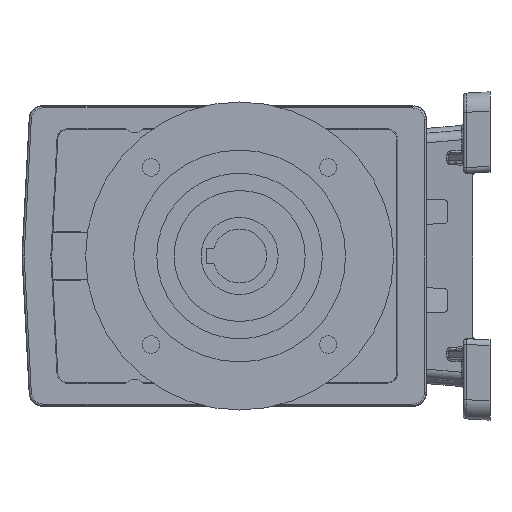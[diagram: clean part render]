
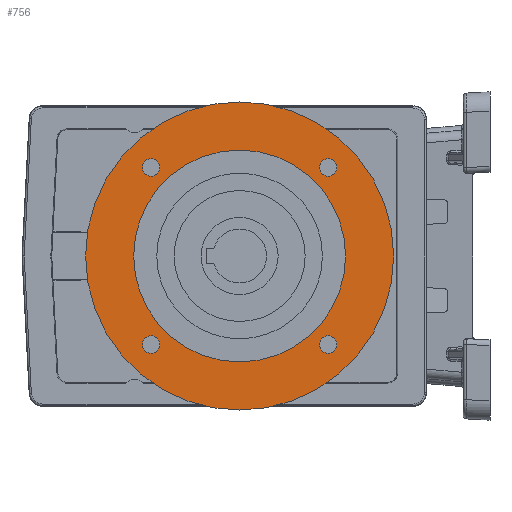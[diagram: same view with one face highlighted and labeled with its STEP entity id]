
A CAD part, left-side view. The second image highlights one B-rep face of the part: STEP entity #756.
In plain terms, the highlighted planar face has unit normal (-1, 0, 0).
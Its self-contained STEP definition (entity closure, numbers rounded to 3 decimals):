
#756 = ADVANCED_FACE( '', ( #2140, #2141, #2142, #2143, #2144, #2145 ), #2146, .F. );
#2140 = FACE_BOUND( '', #4366, .T. );
#2141 = FACE_BOUND( '', #4367, .T. );
#2142 = FACE_BOUND( '', #4368, .T. );
#2143 = FACE_BOUND( '', #4369, .T. );
#2144 = FACE_OUTER_BOUND( '', #4370, .T. );
#2145 = FACE_BOUND( '', #4371, .T. );
#2146 = PLANE( '', #4372 );
#4366 = EDGE_LOOP( '', ( #11748 ) );
#4367 = EDGE_LOOP( '', ( #11749 ) );
#4368 = EDGE_LOOP( '', ( #11750 ) );
#4369 = EDGE_LOOP( '', ( #11751 ) );
#4370 = EDGE_LOOP( '', ( #11752 ) );
#4371 = EDGE_LOOP( '', ( #11753 ) );
#4372 = AXIS2_PLACEMENT_3D( '', #11754, #11755, #11756 );
#11748 = ORIENTED_EDGE( '', *, *, #17816, .T. );
#11749 = ORIENTED_EDGE( '', *, *, #17817, .T. );
#11750 = ORIENTED_EDGE( '', *, *, #17818, .T. );
#11751 = ORIENTED_EDGE( '', *, *, #17819, .T. );
#11752 = ORIENTED_EDGE( '', *, *, #17820, .F. );
#11753 = ORIENTED_EDGE( '', *, *, #17821, .T. );
#11754 = CARTESIAN_POINT( '', ( -57.202, 15., 83.722 ) );
#11755 = DIRECTION( '', ( 1., 0., 0. ) );
#11756 = DIRECTION( '', ( 0., 1., 0. ) );
#17816 = EDGE_CURVE( '', #20281, #20281, #20282, .T. );
#17817 = EDGE_CURVE( '', #20283, #20283, #20284, .T. );
#17818 = EDGE_CURVE( '', #20285, #20285, #20286, .T. );
#17819 = EDGE_CURVE( '', #20287, #20287, #20288, .T. );
#17820 = EDGE_CURVE( '', #20289, #20289, #20290, .T. );
#17821 = EDGE_CURVE( '', #20291, #20291, #20292, .T. );
#20281 = VERTEX_POINT( '', #24083 );
#20282 = CIRCLE( '', #24084, 4.5 );
#20283 = VERTEX_POINT( '', #24085 );
#20284 = CIRCLE( '', #24086, 4.5 );
#20285 = VERTEX_POINT( '', #24087 );
#20286 = CIRCLE( '', #24088, 4.5 );
#20287 = VERTEX_POINT( '', #24089 );
#20288 = CIRCLE( '', #24090, 55. );
#20289 = VERTEX_POINT( '', #24091 );
#20290 = CIRCLE( '', #24092, 80. );
#20291 = VERTEX_POINT( '', #24093 );
#20292 = CIRCLE( '', #24094, 4.5 );
#24083 = CARTESIAN_POINT( '', ( -57.202, -35.462, 129.684 ) );
#24084 = AXIS2_PLACEMENT_3D( '', #30137, #30138, #30139 );
#24085 = CARTESIAN_POINT( '', ( -57.202, -30.962, 33.26 ) );
#24086 = AXIS2_PLACEMENT_3D( '', #30140, #30141, #30142 );
#24087 = CARTESIAN_POINT( '', ( -57.202, 65.462, 37.76 ) );
#24088 = AXIS2_PLACEMENT_3D( '', #30143, #30144, #30145 );
#24089 = CARTESIAN_POINT( '', ( -57.202, 15., 138.722 ) );
#24090 = AXIS2_PLACEMENT_3D( '', #30146, #30147, #30148 );
#24091 = CARTESIAN_POINT( '', ( -57.202, 15., 163.722 ) );
#24092 = AXIS2_PLACEMENT_3D( '', #30149, #30150, #30151 );
#24093 = CARTESIAN_POINT( '', ( -57.202, 60.962, 134.184 ) );
#24094 = AXIS2_PLACEMENT_3D( '', #30152, #30153, #30154 );
#30137 = CARTESIAN_POINT( '', ( -57.202, -30.962, 129.684 ) );
#30138 = DIRECTION( '', ( 1., 0., 0. ) );
#30139 = DIRECTION( '', ( 0., -1., 0. ) );
#30140 = CARTESIAN_POINT( '', ( -57.202, -30.962, 37.76 ) );
#30141 = DIRECTION( '', ( 1., 0., 0. ) );
#30142 = DIRECTION( '', ( 0., 0., -1. ) );
#30143 = CARTESIAN_POINT( '', ( -57.202, 60.962, 37.76 ) );
#30144 = DIRECTION( '', ( 1., 0., 0. ) );
#30145 = DIRECTION( '', ( 0., 1., 0. ) );
#30146 = CARTESIAN_POINT( '', ( -57.202, 15., 83.722 ) );
#30147 = DIRECTION( '', ( 1., 0., 0. ) );
#30148 = DIRECTION( '', ( 0., 0., 1. ) );
#30149 = CARTESIAN_POINT( '', ( -57.202, 15., 83.722 ) );
#30150 = DIRECTION( '', ( 1., 0., 0. ) );
#30151 = DIRECTION( '', ( 0., 0., 1. ) );
#30152 = CARTESIAN_POINT( '', ( -57.202, 60.962, 129.684 ) );
#30153 = DIRECTION( '', ( 1., 0., 0. ) );
#30154 = DIRECTION( '', ( 0., 0., 1. ) );
